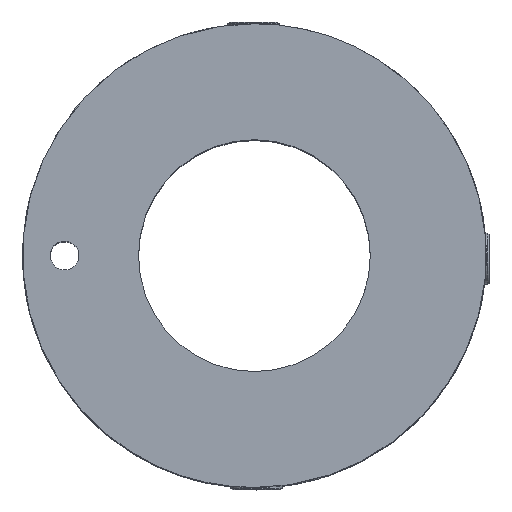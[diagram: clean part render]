
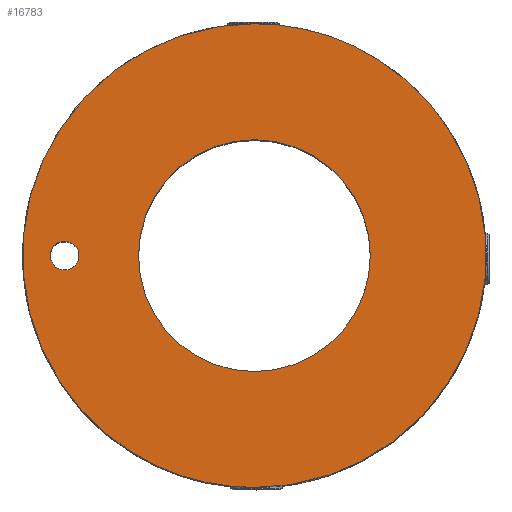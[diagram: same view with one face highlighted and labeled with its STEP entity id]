
A CAD part, top view. The second image highlights one B-rep face of the part: STEP entity #16783.
In plain terms, the highlighted planar face has unit normal (0, 0, 1).
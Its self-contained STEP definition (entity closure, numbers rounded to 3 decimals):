
#235 = ORIENTED_EDGE ( 'NONE', *, *, #30410, .T. ) ;
#425 = CARTESIAN_POINT ( 'NONE',  ( -0.037, 19.05, 7.24 ) ) ;
#460 = ORIENTED_EDGE ( 'NONE', *, *, #15576, .T. ) ;
#991 = DIRECTION ( 'NONE',  ( 1., 0., 0. ) ) ;
#1345 = CARTESIAN_POINT ( 'NONE',  ( -9.562, 0., 7.24 ) ) ;
#1996 = ORIENTED_EDGE ( 'NONE', *, *, #8678, .F. ) ;
#2041 = DIRECTION ( 'NONE',  ( 0., 0., 1. ) ) ;
#2164 = CARTESIAN_POINT ( 'NONE',  ( -13.27, 1.181, 7.24 ) ) ;
#2235 = CARTESIAN_POINT ( 'NONE',  ( 9.488, 0., 7.24 ) ) ;
#4844 = EDGE_LOOP ( 'NONE', ( #10815, #29501 ) ) ;
#5051 = VERTEX_POINT ( 'NONE', #7488 ) ;
#5569 = VERTEX_POINT ( 'NONE', #2235 ) ;
#5573 = CARTESIAN_POINT ( 'NONE',  ( -38.137, 19.05, 7.24 ) ) ;
#5805 = VERTEX_POINT ( 'NONE', #1345 ) ;
#6914 = PLANE ( 'NONE',  #7714 ) ;
#7130 = CARTESIAN_POINT ( 'NONE',  ( 38.063, -19.05, 7.24 ) ) ;
#7488 = CARTESIAN_POINT ( 'NONE',  ( -15.633, -1.181, 7.24 ) ) ;
#7593 = EDGE_CURVE ( 'NONE', #18299, #5051, #21115, .T. ) ;
#7643 = AXIS2_PLACEMENT_3D ( 'NONE', #29214, #15141, #991 ) ;
#7689 = CARTESIAN_POINT ( 'NONE',  ( -15.633, -1.181, 7.24 ) ) ;
#7714 = AXIS2_PLACEMENT_3D ( 'NONE', #25763, #28145, #14068 ) ;
#7933 = CARTESIAN_POINT ( 'NONE',  ( -38.137, -19.05, 7.24 ) ) ;
#8025 = FACE_BOUND ( 'NONE', #20900, .T. ) ;
#8204 = EDGE_LOOP ( 'NONE', ( #235, #460 ) ) ;
#8410 = AXIS2_PLACEMENT_3D ( 'NONE', #16198, #2041, #18551 ) ;
#8678 = EDGE_CURVE ( 'NONE', #5805, #5569, #24612, .T. ) ;
#8813 =( BOUNDED_CURVE ( )  B_SPLINE_CURVE ( 3, ( #20976, #13960, #2164, #18690 ),
 .UNSPECIFIED., .F., .F. ) 
 B_SPLINE_CURVE_WITH_KNOTS ( ( 4, 4 ),
 ( 3.142, 6.283 ),
 .UNSPECIFIED. ) 
 CURVE ( )  GEOMETRIC_REPRESENTATION_ITEM ( )  RATIONAL_B_SPLINE_CURVE ( ( 1., 0.333, 0.333, 1. ) ) 
 REPRESENTATION_ITEM ( '' )  );
#9404 = CARTESIAN_POINT ( 'NONE',  ( -0.037, 19.05, 7.24 ) ) ;
#10815 = ORIENTED_EDGE ( 'NONE', *, *, #7593, .F. ) ;
#11897 = CARTESIAN_POINT ( 'NONE',  ( 38.063, 19.05, 7.24 ) ) ;
#13453 = VERTEX_POINT ( 'NONE', #14845 ) ;
#13960 = CARTESIAN_POINT ( 'NONE',  ( -13.27, -1.181, 7.24 ) ) ;
#14068 = DIRECTION ( 'NONE',  ( 1., 0., 0. ) ) ;
#14339 = FACE_OUTER_BOUND ( 'NONE', #8204, .T. ) ;
#14464 = ORIENTED_EDGE ( 'NONE', *, *, #27205, .F. ) ;
#14845 = CARTESIAN_POINT ( 'NONE',  ( -0.037, -19.05, 7.24 ) ) ;
#15075 = FACE_BOUND ( 'NONE', #4844, .T. ) ;
#15141 = DIRECTION ( 'NONE',  ( 0., 0., 1. ) ) ;
#15576 = EDGE_CURVE ( 'NONE', #29332, #13453, #20969, .T. ) ;
#16198 = CARTESIAN_POINT ( 'NONE',  ( -0.037, 0., 7.24 ) ) ;
#16783 = ADVANCED_FACE ( 'NONE', ( #8025, #14339, #15075 ), #6914, .T. ) ;
#17093 = CARTESIAN_POINT ( 'NONE',  ( -17.995, 1.181, 7.24 ) ) ;
#18299 = VERTEX_POINT ( 'NONE', #26408 ) ;
#18551 = DIRECTION ( 'NONE',  ( 1., 0., 0. ) ) ;
#18690 = CARTESIAN_POINT ( 'NONE',  ( -15.633, 1.181, 7.24 ) ) ;
#20900 = EDGE_LOOP ( 'NONE', ( #1996, #14464 ) ) ;
#20969 =( BOUNDED_CURVE ( )  B_SPLINE_CURVE ( 3, ( #425, #5573, #7933, #24414 ),
 .UNSPECIFIED., .F., .F. ) 
 B_SPLINE_CURVE_WITH_KNOTS ( ( 4, 4 ),
 ( 3.142, 6.283 ),
 .UNSPECIFIED. ) 
 CURVE ( )  GEOMETRIC_REPRESENTATION_ITEM ( )  RATIONAL_B_SPLINE_CURVE ( ( 1., 0.333, 0.333, 1. ) ) 
 REPRESENTATION_ITEM ( '' )  );
#20976 = CARTESIAN_POINT ( 'NONE',  ( -15.633, -1.181, 7.24 ) ) ;
#21115 =( BOUNDED_CURVE ( )  B_SPLINE_CURVE ( 3, ( #21658, #17093, #21858, #7689 ),
 .UNSPECIFIED., .F., .F. ) 
 B_SPLINE_CURVE_WITH_KNOTS ( ( 4, 4 ),
 ( 0., 3.142 ),
 .UNSPECIFIED. ) 
 CURVE ( )  GEOMETRIC_REPRESENTATION_ITEM ( )  RATIONAL_B_SPLINE_CURVE ( ( 1., 0.333, 0.333, 1. ) ) 
 REPRESENTATION_ITEM ( '' )  );
#21658 = CARTESIAN_POINT ( 'NONE',  ( -15.633, 1.181, 7.24 ) ) ;
#21858 = CARTESIAN_POINT ( 'NONE',  ( -17.995, -1.181, 7.24 ) ) ;
#23637 = CARTESIAN_POINT ( 'NONE',  ( -0.037, -19.05, 7.24 ) ) ;
#24414 = CARTESIAN_POINT ( 'NONE',  ( -0.037, -19.05, 7.24 ) ) ;
#24612 = CIRCLE ( 'NONE', #7643, 9.525 ) ;
#25763 = CARTESIAN_POINT ( 'NONE',  ( -0.037, 0., 7.24 ) ) ;
#26408 = CARTESIAN_POINT ( 'NONE',  ( -15.633, 1.181, 7.24 ) ) ;
#27205 = EDGE_CURVE ( 'NONE', #5569, #5805, #29381, .T. ) ;
#28145 = DIRECTION ( 'NONE',  ( 0., 0., 1. ) ) ;
#28330 = EDGE_CURVE ( 'NONE', #5051, #18299, #8813, .T. ) ;
#28385 = CARTESIAN_POINT ( 'NONE',  ( -0.037, 19.05, 7.24 ) ) ;
#29214 = CARTESIAN_POINT ( 'NONE',  ( -0.037, 0., 7.24 ) ) ;
#29332 = VERTEX_POINT ( 'NONE', #9404 ) ;
#29381 = CIRCLE ( 'NONE', #8410, 9.525 ) ;
#29501 = ORIENTED_EDGE ( 'NONE', *, *, #28330, .F. ) ;
#29551 =( BOUNDED_CURVE ( )  B_SPLINE_CURVE ( 3, ( #23637, #7130, #11897, #28385 ),
 .UNSPECIFIED., .F., .F. ) 
 B_SPLINE_CURVE_WITH_KNOTS ( ( 4, 4 ),
 ( 0., 3.142 ),
 .UNSPECIFIED. ) 
 CURVE ( )  GEOMETRIC_REPRESENTATION_ITEM ( )  RATIONAL_B_SPLINE_CURVE ( ( 1., 0.333, 0.333, 1. ) ) 
 REPRESENTATION_ITEM ( '' )  );
#30410 = EDGE_CURVE ( 'NONE', #13453, #29332, #29551, .T. ) ;
